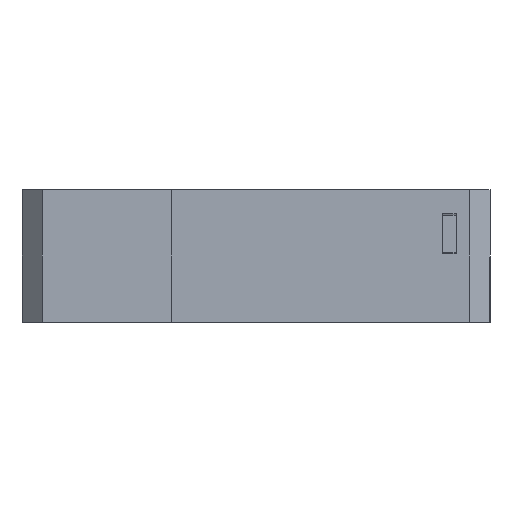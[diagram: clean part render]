
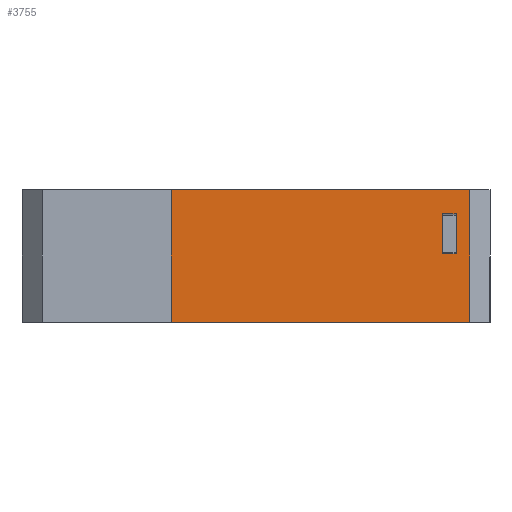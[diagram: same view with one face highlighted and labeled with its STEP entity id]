
A CAD part, left-side view. The second image highlights one B-rep face of the part: STEP entity #3755.
In plain terms, the highlighted planar face has unit normal (-1, 0, 0).
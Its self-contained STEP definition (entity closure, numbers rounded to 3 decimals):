
#61 = EDGE_CURVE ( 'NONE', #2519, #1930, #1839, .T. ) ;
#73 = EDGE_LOOP ( 'NONE', ( #2947, #1056, #629, #3390 ) ) ;
#119 = ORIENTED_EDGE ( 'NONE', *, *, #61, .T. ) ;
#249 = LINE ( 'NONE', #511, #1515 ) ;
#258 = VECTOR ( 'NONE', #3759, 1000. ) ;
#274 = CARTESIAN_POINT ( 'NONE',  ( -22., 0., 0.55 ) ) ;
#298 = DIRECTION ( 'NONE',  ( 0., 1., 0. ) ) ;
#382 = DIRECTION ( 'NONE',  ( 0., 0., 1. ) ) ;
#451 = AXIS2_PLACEMENT_3D ( 'NONE', #3624, #907, #298 ) ;
#511 = CARTESIAN_POINT ( 'NONE',  ( -22., -21., -9.5 ) ) ;
#582 = DIRECTION ( 'NONE',  ( 0., 1., 0. ) ) ;
#629 = ORIENTED_EDGE ( 'NONE', *, *, #2962, .T. ) ;
#633 = LINE ( 'NONE', #710, #866 ) ;
#656 = CARTESIAN_POINT ( 'NONE',  ( -22., 26., -35. ) ) ;
#708 = VERTEX_POINT ( 'NONE', #1080 ) ;
#710 = CARTESIAN_POINT ( 'NONE',  ( -22., -16., 6.45 ) ) ;
#802 = VERTEX_POINT ( 'NONE', #1178 ) ;
#816 = VECTOR ( 'NONE', #2456, 1000. ) ;
#866 = VECTOR ( 'NONE', #994, 1000. ) ;
#885 = CARTESIAN_POINT ( 'NONE',  ( -22., -21., 10. ) ) ;
#907 = DIRECTION ( 'NONE',  ( 1., 0., 0. ) ) ;
#930 = EDGE_CURVE ( 'NONE', #802, #708, #633, .T. ) ;
#994 = DIRECTION ( 'NONE',  ( 0., -1., 0. ) ) ;
#1056 = ORIENTED_EDGE ( 'NONE', *, *, #3944, .F. ) ;
#1080 = CARTESIAN_POINT ( 'NONE',  ( -22., -16., 6.45 ) ) ;
#1145 = DIRECTION ( 'NONE',  ( 0., -1., 0. ) ) ;
#1161 = LINE ( 'NONE', #2080, #3010 ) ;
#1178 = CARTESIAN_POINT ( 'NONE',  ( -22., -14., 6.45 ) ) ;
#1233 = VERTEX_POINT ( 'NONE', #1241 ) ;
#1241 = CARTESIAN_POINT ( 'NONE',  ( -22., -18., 10. ) ) ;
#1248 = ORIENTED_EDGE ( 'NONE', *, *, #3885, .F. ) ;
#1251 = CARTESIAN_POINT ( 'NONE',  ( -22., -16., 1.75 ) ) ;
#1257 = CARTESIAN_POINT ( 'NONE',  ( -22., 26., -9.5 ) ) ;
#1271 = VECTOR ( 'NONE', #582, 1000. ) ;
#1303 = CARTESIAN_POINT ( 'NONE',  ( -22., -18., -9.5 ) ) ;
#1326 = CARTESIAN_POINT ( 'NONE',  ( -22., -18., 10. ) ) ;
#1515 = VECTOR ( 'NONE', #1145, 1000. ) ;
#1617 = VERTEX_POINT ( 'NONE', #1303 ) ;
#1633 = DIRECTION ( 'NONE',  ( 0., 0., 1. ) ) ;
#1690 = EDGE_CURVE ( 'NONE', #1617, #1233, #2502, .T. ) ;
#1773 = CARTESIAN_POINT ( 'NONE',  ( -22., 26., 10. ) ) ;
#1814 = DIRECTION ( 'NONE',  ( 0., 0., 1. ) ) ;
#1839 = LINE ( 'NONE', #274, #816 ) ;
#1930 = VERTEX_POINT ( 'NONE', #3758 ) ;
#1976 = VECTOR ( 'NONE', #1633, 1000. ) ;
#2053 = ORIENTED_EDGE ( 'NONE', *, *, #3797, .T. ) ;
#2079 = VECTOR ( 'NONE', #382, 1000. ) ;
#2080 = CARTESIAN_POINT ( 'NONE',  ( -22., -14., 1.75 ) ) ;
#2129 = FACE_BOUND ( 'NONE', #3597, .T. ) ;
#2218 = VERTEX_POINT ( 'NONE', #1773 ) ;
#2456 = DIRECTION ( 'NONE',  ( 0., 1., 0. ) ) ;
#2502 = LINE ( 'NONE', #1326, #2079 ) ;
#2519 = VERTEX_POINT ( 'NONE', #2879 ) ;
#2879 = CARTESIAN_POINT ( 'NONE',  ( -22., -16., 0.55 ) ) ;
#2947 = ORIENTED_EDGE ( 'NONE', *, *, #3453, .T. ) ;
#2962 = EDGE_CURVE ( 'NONE', #3060, #1617, #249, .T. ) ;
#3010 = VECTOR ( 'NONE', #1814, 1000. ) ;
#3060 = VERTEX_POINT ( 'NONE', #1257 ) ;
#3125 = LINE ( 'NONE', #1251, #258 ) ;
#3170 = LINE ( 'NONE', #656, #1976 ) ;
#3338 = LINE ( 'NONE', #885, #1271 ) ;
#3390 = ORIENTED_EDGE ( 'NONE', *, *, #1690, .T. ) ;
#3453 = EDGE_CURVE ( 'NONE', #1233, #2218, #3338, .T. ) ;
#3597 = EDGE_LOOP ( 'NONE', ( #1248, #119, #2053, #3967 ) ) ;
#3624 = CARTESIAN_POINT ( 'NONE',  ( -22., 0., 0. ) ) ;
#3675 = FACE_OUTER_BOUND ( 'NONE', #73, .T. ) ;
#3755 = ADVANCED_FACE ( 'NONE', ( #2129, #3675 ), #3930, .F. ) ;
#3758 = CARTESIAN_POINT ( 'NONE',  ( -22., -14., 0.55 ) ) ;
#3759 = DIRECTION ( 'NONE',  ( 0., 0., 1. ) ) ;
#3797 = EDGE_CURVE ( 'NONE', #1930, #802, #1161, .T. ) ;
#3885 = EDGE_CURVE ( 'NONE', #2519, #708, #3125, .T. ) ;
#3930 = PLANE ( 'NONE',  #451 ) ;
#3944 = EDGE_CURVE ( 'NONE', #3060, #2218, #3170, .T. ) ;
#3967 = ORIENTED_EDGE ( 'NONE', *, *, #930, .T. ) ;
